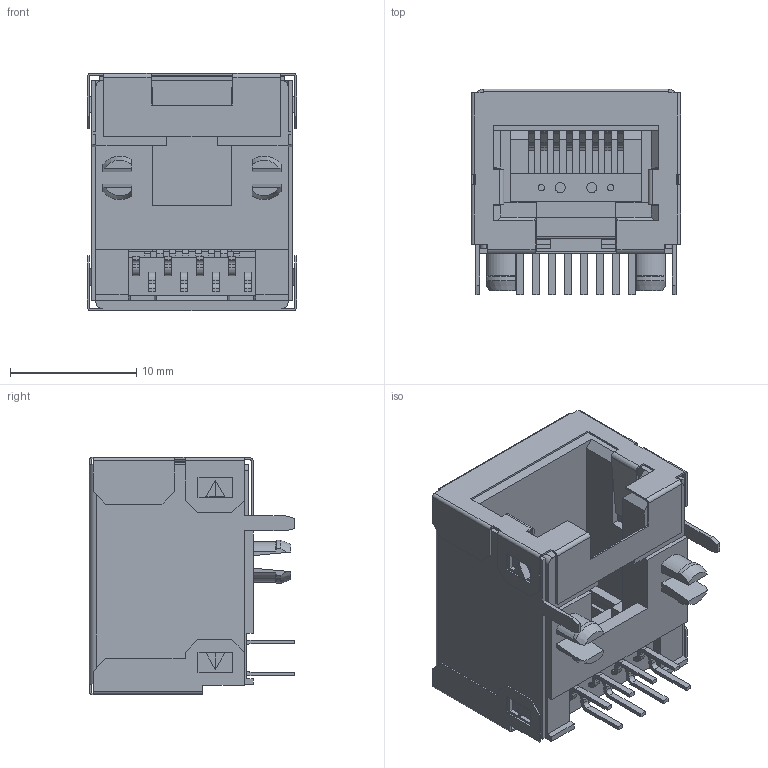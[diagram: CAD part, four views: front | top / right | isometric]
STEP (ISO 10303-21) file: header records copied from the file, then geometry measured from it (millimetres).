
FILE_DESCRIPTION(('STEP AP242'),'1');
FILE_NAME('0855055113.stp','2024-11-12T04:10:39',('TraceParts'),('TraceParts S.A.'),'Spatial InterOp 3D',' ',' ');
FILE_SCHEMA(('AP242_MANAGED_MODEL_BASED_3D_ENGINEERING_MIM_LF {1 0 10303 442 1 1 4}'));
Length unit declared in the file: millimetre
Products named in the file (1): 0855055113_1
Bounding box: 16.6 x 16.3 x 18.8 mm (x, y, z)
Volume: 1757.4 mm3; surface area: 4422.3 mm2
Topology: 1 solids, 1 shells, 621 faces, 1830 edges, 1244 vertices
Faces by surface type: plane 453, cylinder 156, cone 8, sphere 4
Entity records: 20678 total; most frequent: CARTESIAN_POINT 3733, ORIENTED_EDGE 3600, DIRECTION 3396, EDGE_CURVE 1800, LINE 1470, VECTOR 1470, VERTEX_POINT 1184, AXIS2_PLACEMENT_3D 963
